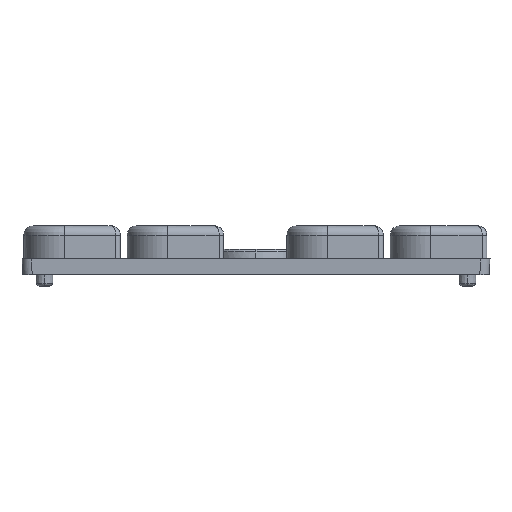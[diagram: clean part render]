
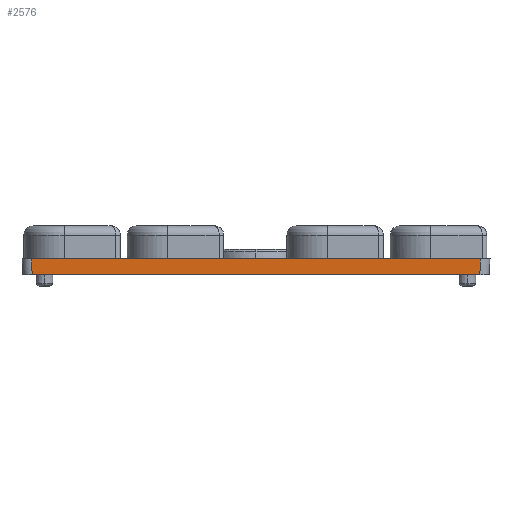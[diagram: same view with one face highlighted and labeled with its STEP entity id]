
A CAD part, left-side view. The second image highlights one B-rep face of the part: STEP entity #2576.
In plain terms, the highlighted planar face has unit normal (-0.999, 0, -0.052).
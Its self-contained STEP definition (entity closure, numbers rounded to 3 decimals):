
#411 = EDGE_CURVE ( 'NONE', #19166, #1751, #12134, .T. ) ;
#1751 = VERTEX_POINT ( 'NONE', #15199 ) ;
#2571 = LINE ( 'NONE', #9795, #21204 ) ;
#2576 = ADVANCED_FACE ( 'NONE', ( #23158 ), #7015, .T. ) ;
#3176 = DIRECTION ( 'NONE',  ( 0., 1., 0. ) ) ;
#4604 = CARTESIAN_POINT ( 'NONE',  ( -24.903, -23.904, 1.052 ) ) ;
#5089 = CARTESIAN_POINT ( 'NONE',  ( -24.9, -23.901, 1. ) ) ;
#5240 = DIRECTION ( 'NONE',  ( -0.052, 0., 0.999 ) ) ;
#6616 = ORIENTED_EDGE ( 'NONE', *, *, #411, .T. ) ;
#6811 = DIRECTION ( 'NONE',  ( 0., -1., 0. ) ) ;
#6903 = VECTOR ( 'NONE', #6811, 1000. ) ;
#7015 = PLANE ( 'NONE',  #7078 ) ;
#7078 = AXIS2_PLACEMENT_3D ( 'NONE', #14206, #21391, #5240 ) ;
#7324 = VERTEX_POINT ( 'NONE', #13165 ) ;
#7508 = EDGE_CURVE ( 'NONE', #7324, #8033, #15760, .T. ) ;
#8033 = VERTEX_POINT ( 'NONE', #20651 ) ;
#9795 = CARTESIAN_POINT ( 'NONE',  ( -24.9, 23.901, 1. ) ) ;
#11039 = EDGE_CURVE ( 'NONE', #1751, #7324, #2571, .T. ) ;
#11800 = DIRECTION ( 'NONE',  ( 0.052, 0.052, -0.997 ) ) ;
#12134 = LINE ( 'NONE', #19332, #23255 ) ;
#13165 = CARTESIAN_POINT ( 'NONE',  ( -24.811, 23.812, -0.7 ) ) ;
#13229 = EDGE_CURVE ( 'NONE', #19166, #8033, #15333, .T. ) ;
#13626 = ORIENTED_EDGE ( 'NONE', *, *, #7508, .T. ) ;
#14206 = CARTESIAN_POINT ( 'NONE',  ( -24.9, -24.9, 1. ) ) ;
#15199 = CARTESIAN_POINT ( 'NONE',  ( -24.9, 23.901, 1. ) ) ;
#15333 = LINE ( 'NONE', #4604, #18697 ) ;
#15655 = ORIENTED_EDGE ( 'NONE', *, *, #11039, .T. ) ;
#15760 = LINE ( 'NONE', #22955, #6903 ) ;
#16040 = EDGE_LOOP ( 'NONE', ( #6616, #15655, #13626, #18737 ) ) ;
#16994 = DIRECTION ( 'NONE',  ( 0.052, -0.052, -0.997 ) ) ;
#18697 = VECTOR ( 'NONE', #11800, 1000. ) ;
#18737 = ORIENTED_EDGE ( 'NONE', *, *, #13229, .F. ) ;
#19166 = VERTEX_POINT ( 'NONE', #5089 ) ;
#19332 = CARTESIAN_POINT ( 'NONE',  ( -24.9, -24.9, 1. ) ) ;
#20651 = CARTESIAN_POINT ( 'NONE',  ( -24.811, -23.812, -0.7 ) ) ;
#21204 = VECTOR ( 'NONE', #16994, 1000. ) ;
#21391 = DIRECTION ( 'NONE',  ( -0.999, 0., -0.052 ) ) ;
#22955 = CARTESIAN_POINT ( 'NONE',  ( -24.811, -24.9, -0.7 ) ) ;
#23158 = FACE_OUTER_BOUND ( 'NONE', #16040, .T. ) ;
#23255 = VECTOR ( 'NONE', #3176, 1000. ) ;
